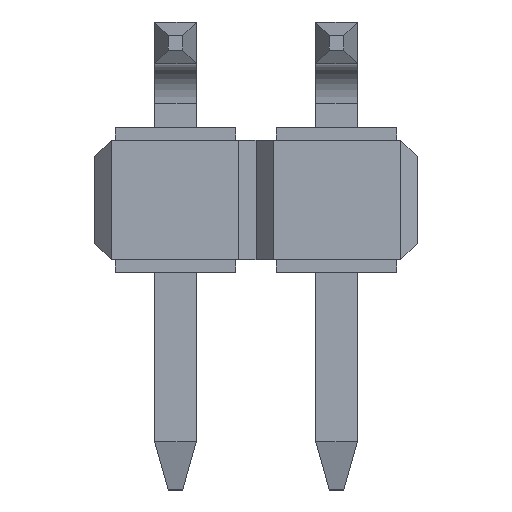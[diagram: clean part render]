
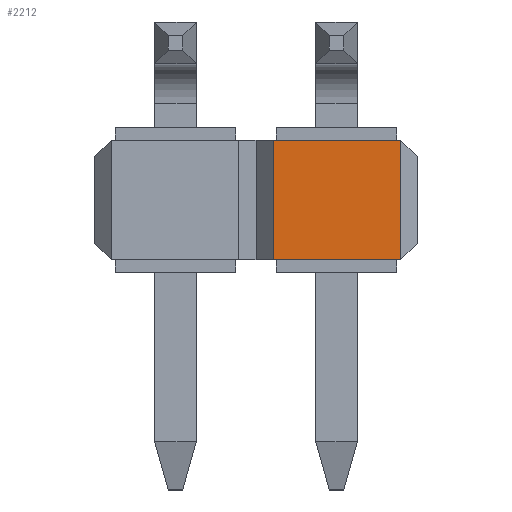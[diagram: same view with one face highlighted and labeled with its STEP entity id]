
A CAD part, top view. The second image highlights one B-rep face of the part: STEP entity #2212.
In plain terms, the highlighted planar face has unit normal (0, 0, 1).
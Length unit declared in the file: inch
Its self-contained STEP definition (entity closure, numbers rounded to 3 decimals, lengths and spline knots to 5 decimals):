
#57=DIRECTION('',(1.,0.,0.));
#58=VECTOR('',#57,0.079);
#59=CARTESIAN_POINT('',(0.011,-0.037,0.049));
#60=LINE('',#59,#58);
#397=DIRECTION('',(1.,0.,0.));
#398=VECTOR('',#397,0.079);
#399=CARTESIAN_POINT('',(0.011,0.037,0.049));
#400=LINE('',#399,#398);
#749=DIRECTION('',(0.,1.,0.));
#750=VECTOR('',#749,0.074);
#751=CARTESIAN_POINT('',(0.011,-0.037,0.049));
#752=LINE('',#751,#750);
#753=DIRECTION('',(0.,-1.,0.));
#754=VECTOR('',#753,0.074);
#755=CARTESIAN_POINT('',(0.09,0.037,0.049));
#756=LINE('',#755,#754);
#843=CARTESIAN_POINT('',(0.09,0.037,0.049));
#844=VERTEX_POINT('',#843);
#845=CARTESIAN_POINT('',(0.09,-0.037,0.049));
#846=VERTEX_POINT('',#845);
#871=CARTESIAN_POINT('',(0.011,-0.037,0.049));
#873=VERTEX_POINT('',#871);
#883=CARTESIAN_POINT('',(0.011,0.037,0.049));
#885=VERTEX_POINT('',#883);
#2199=CARTESIAN_POINT('',(-0.1,-0.037,0.049));
#2200=DIRECTION('',(0.,0.,1.));
#2201=DIRECTION('',(1.,0.,0.));
#2202=AXIS2_PLACEMENT_3D('',#2199,#2200,#2201);
#2203=PLANE('',#2202);
#2205=ORIENTED_EDGE('',*,*,#2204,.T.);
#2206=ORIENTED_EDGE('',*,*,#1586,.T.);
#2208=ORIENTED_EDGE('',*,*,#2207,.T.);
#2209=ORIENTED_EDGE('',*,*,#1066,.F.);
#2210=EDGE_LOOP('',(#2205,#2206,#2208,#2209));
#2211=FACE_OUTER_BOUND('',#2210,.F.);
#2212=ADVANCED_FACE('',(#2211),#2203,.T.);
#1066=EDGE_CURVE('',#873,#846,#60,.T.);
#1586=EDGE_CURVE('',#885,#844,#400,.T.);
#2204=EDGE_CURVE('',#873,#885,#752,.T.);
#2207=EDGE_CURVE('',#844,#846,#756,.T.);
